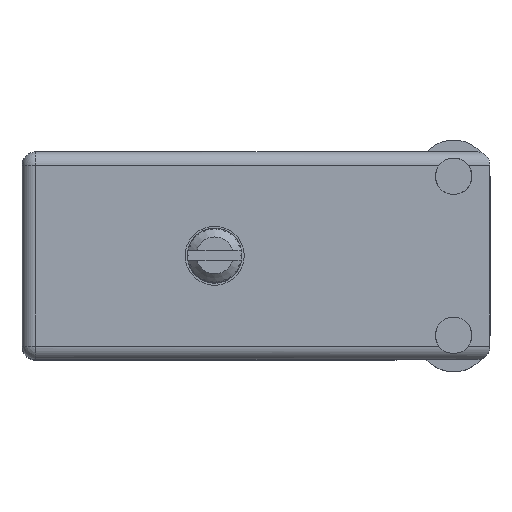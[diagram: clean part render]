
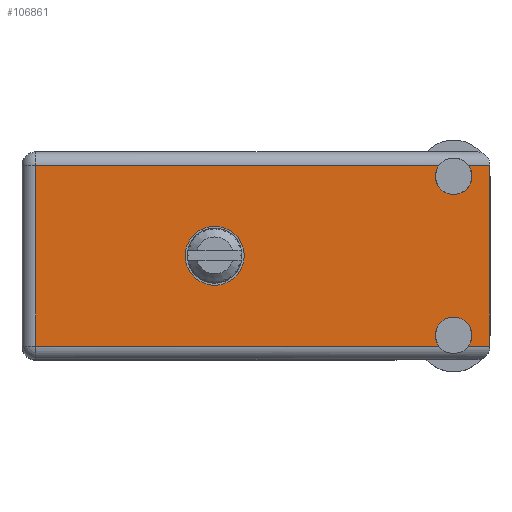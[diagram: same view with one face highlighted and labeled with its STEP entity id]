
A CAD part, top view. The second image highlights one B-rep face of the part: STEP entity #106861.
In plain terms, the highlighted face is planar.
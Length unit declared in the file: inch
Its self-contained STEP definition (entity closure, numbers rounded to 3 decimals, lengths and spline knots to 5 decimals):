
#255 = DIRECTION ( 'NONE',  ( 0., 0., 1. ) ) ;
#1430 = CIRCLE ( 'NONE', #95391, 0.0625 ) ;
#3587 = CARTESIAN_POINT ( 'NONE',  ( 1.53437, 0.906, -0.047 ) ) ;
#4372 = EDGE_CURVE ( 'NONE', #14118, #98855, #1430, .T. ) ;
#10451 = AXIS2_PLACEMENT_3D ( 'NONE', #55984, #188656, #23714 ) ;
#14118 = VERTEX_POINT ( 'NONE', #3587 ) ;
#14597 = VERTEX_POINT ( 'NONE', #162937 ) ;
#15667 = CARTESIAN_POINT ( 'NONE',  ( 1.43363, 0.906, -0.668 ) ) ;
#16046 = ORIENTED_EDGE ( 'NONE', *, *, #48004, .F. ) ;
#16640 = CARTESIAN_POINT ( 'NONE',  ( 1.484, 0.906, -0.631 ) ) ;
#17280 = DIRECTION ( 'NONE',  ( 0., 0., 1. ) ) ;
#19164 = ORIENTED_EDGE ( 'NONE', *, *, #27903, .F. ) ;
#21908 = DIRECTION ( 'NONE',  ( 0., 1., 0. ) ) ;
#22564 = ORIENTED_EDGE ( 'NONE', *, *, #132653, .F. ) ;
#23187 = EDGE_LOOP ( 'NONE', ( #52655, #19164, #76097, #75522, #22564, #150195, #154866, #16046, #140537, #192016 ) ) ;
#23620 = CARTESIAN_POINT ( 'NONE',  ( 1.43363, 0.906, -0.047 ) ) ;
#23714 = DIRECTION ( 'NONE',  ( 0., 0., 1. ) ) ;
#24398 = LINE ( 'NONE', #85143, #193129 ) ;
#25504 = FACE_BOUND ( 'NONE', #170663, .T. ) ;
#27903 = EDGE_CURVE ( 'NONE', #98855, #153541, #113935, .T. ) ;
#30044 = CARTESIAN_POINT ( 'NONE',  ( 1.484, 0.906, -0.084 ) ) ;
#33606 = EDGE_CURVE ( 'NONE', #161118, #60580, #89083, .T. ) ;
#34861 = CARTESIAN_POINT ( 'NONE',  ( 0.6625, 0.906, -0.3575 ) ) ;
#36346 = DIRECTION ( 'NONE',  ( 0., 1., 0. ) ) ;
#36587 = CARTESIAN_POINT ( 'NONE',  ( 1.484, 0.906, -0.631 ) ) ;
#37399 = AXIS2_PLACEMENT_3D ( 'NONE', #36587, #21908, #81698 ) ;
#38694 = CARTESIAN_POINT ( 'NONE',  ( 1.484, 0.906, -0.1465 ) ) ;
#38721 = ORIENTED_EDGE ( 'NONE', *, *, #72833, .F. ) ;
#40081 = LINE ( 'NONE', #84205, #145568 ) ;
#45081 = CIRCLE ( 'NONE', #76431, 0.0625 ) ;
#45952 = DIRECTION ( 'NONE',  ( 0., 0., 1. ) ) ;
#48004 = EDGE_CURVE ( 'NONE', #65792, #14597, #45081, .T. ) ;
#50912 = EDGE_CURVE ( 'NONE', #106131, #153541, #24398, .T. ) ;
#51981 = CARTESIAN_POINT ( 'NONE',  ( 0., 0.906, -0.668 ) ) ;
#52655 = ORIENTED_EDGE ( 'NONE', *, *, #50912, .T. ) ;
#55984 = CARTESIAN_POINT ( 'NONE',  ( 1.484, 0.906, -0.084 ) ) ;
#60580 = VERTEX_POINT ( 'NONE', #109253 ) ;
#61912 = EDGE_CURVE ( 'NONE', #14118, #94743, #65021, .T. ) ;
#65021 = LINE ( 'NONE', #151481, #163605 ) ;
#65792 = VERTEX_POINT ( 'NONE', #15667 ) ;
#68504 = DIRECTION ( 'NONE',  ( 1., 0., 0. ) ) ;
#69978 = CARTESIAN_POINT ( 'NONE',  ( 1.609, 0.906, -0.047 ) ) ;
#70356 = VERTEX_POINT ( 'NONE', #127196 ) ;
#72833 = EDGE_CURVE ( 'NONE', #60580, #161118, #149946, .T. ) ;
#73404 = AXIS2_PLACEMENT_3D ( 'NONE', #34861, #160448, #115244 ) ;
#75368 = DIRECTION ( 'NONE',  ( 0., 1., 0. ) ) ;
#75522 = ORIENTED_EDGE ( 'NONE', *, *, #61912, .T. ) ;
#76097 = ORIENTED_EDGE ( 'NONE', *, *, #4372, .F. ) ;
#76431 = AXIS2_PLACEMENT_3D ( 'NONE', #16640, #154029, #137358 ) ;
#77746 = AXIS2_PLACEMENT_3D ( 'NONE', #90090, #75368, #45952 ) ;
#78779 = DIRECTION ( 'NONE',  ( 1., 0., 0. ) ) ;
#81438 = DIRECTION ( 'NONE',  ( -1., 0., 0. ) ) ;
#81698 = DIRECTION ( 'NONE',  ( 0., 0., 1. ) ) ;
#84015 = VECTOR ( 'NONE', #89682, 39.37008 ) ;
#84205 = CARTESIAN_POINT ( 'NONE',  ( 0.047, 0.906, -0.715 ) ) ;
#85143 = CARTESIAN_POINT ( 'NONE',  ( 1.609, 0.906, -0.047 ) ) ;
#89083 = CIRCLE ( 'NONE', #73404, 0.1015 ) ;
#89682 = DIRECTION ( 'NONE',  ( -1., 0., 0. ) ) ;
#90090 = CARTESIAN_POINT ( 'NONE',  ( 0.6625, 0.906, -0.3575 ) ) ;
#90644 = LINE ( 'NONE', #91604, #84015 ) ;
#91604 = CARTESIAN_POINT ( 'NONE',  ( 0., 0.906, -0.668 ) ) ;
#94743 = VERTEX_POINT ( 'NONE', #69978 ) ;
#95391 = AXIS2_PLACEMENT_3D ( 'NONE', #30044, #105583, #17280 ) ;
#98123 = FACE_OUTER_BOUND ( 'NONE', #23187, .T. ) ;
#98855 = VERTEX_POINT ( 'NONE', #38694 ) ;
#99153 = AXIS2_PLACEMENT_3D ( 'NONE', #170879, #36346, #141382 ) ;
#105583 = DIRECTION ( 'NONE',  ( 0., 1., 0. ) ) ;
#106131 = VERTEX_POINT ( 'NONE', #188200 ) ;
#106861 = ADVANCED_FACE ( 'NONE', ( #25504, #98123 ), #140423, .T. ) ;
#109253 = CARTESIAN_POINT ( 'NONE',  ( 0.6625, 0.906, -0.459 ) ) ;
#111850 = EDGE_CURVE ( 'NONE', #70356, #106131, #40081, .T. ) ;
#113935 = CIRCLE ( 'NONE', #10451, 0.0625 ) ;
#115244 = DIRECTION ( 'NONE',  ( 0., 0., 1. ) ) ;
#124723 = ORIENTED_EDGE ( 'NONE', *, *, #33606, .F. ) ;
#127196 = CARTESIAN_POINT ( 'NONE',  ( 0.047, 0.906, -0.668 ) ) ;
#129524 = VERTEX_POINT ( 'NONE', #134500 ) ;
#131033 = CARTESIAN_POINT ( 'NONE',  ( 0.6625, 0.906, -0.256 ) ) ;
#132653 = EDGE_CURVE ( 'NONE', #155116, #94743, #151368, .T. ) ;
#134500 = CARTESIAN_POINT ( 'NONE',  ( 1.53437, 0.906, -0.668 ) ) ;
#134747 = CARTESIAN_POINT ( 'NONE',  ( 1.609, 0.906, 0. ) ) ;
#137358 = DIRECTION ( 'NONE',  ( 0., 0., 1. ) ) ;
#140423 = PLANE ( 'NONE',  #99153 ) ;
#140537 = ORIENTED_EDGE ( 'NONE', *, *, #161238, .T. ) ;
#141382 = DIRECTION ( 'NONE',  ( 0., 0., 1. ) ) ;
#145568 = VECTOR ( 'NONE', #175585, 39.37008 ) ;
#149946 = CIRCLE ( 'NONE', #77746, 0.1015 ) ;
#150195 = ORIENTED_EDGE ( 'NONE', *, *, #193701, .T. ) ;
#151368 = LINE ( 'NONE', #134747, #170858 ) ;
#151481 = CARTESIAN_POINT ( 'NONE',  ( 1.609, 0.906, -0.047 ) ) ;
#153541 = VERTEX_POINT ( 'NONE', #23620 ) ;
#154029 = DIRECTION ( 'NONE',  ( 0., 1., 0. ) ) ;
#154866 = ORIENTED_EDGE ( 'NONE', *, *, #167541, .F. ) ;
#155116 = VERTEX_POINT ( 'NONE', #170606 ) ;
#160448 = DIRECTION ( 'NONE',  ( 0., 1., 0. ) ) ;
#161118 = VERTEX_POINT ( 'NONE', #131033 ) ;
#161238 = EDGE_CURVE ( 'NONE', #65792, #70356, #90644, .T. ) ;
#162937 = CARTESIAN_POINT ( 'NONE',  ( 1.484, 0.906, -0.5685 ) ) ;
#163605 = VECTOR ( 'NONE', #78779, 39.37008 ) ;
#167541 = EDGE_CURVE ( 'NONE', #14597, #129524, #194291, .T. ) ;
#170606 = CARTESIAN_POINT ( 'NONE',  ( 1.609, 0.906, -0.668 ) ) ;
#170663 = EDGE_LOOP ( 'NONE', ( #124723, #38721 ) ) ;
#170858 = VECTOR ( 'NONE', #255, 39.37008 ) ;
#170879 = CARTESIAN_POINT ( 'NONE',  ( 0., 0.906, -0.715 ) ) ;
#171361 = VECTOR ( 'NONE', #81438, 39.37008 ) ;
#175585 = DIRECTION ( 'NONE',  ( 0., 0., 1. ) ) ;
#185610 = LINE ( 'NONE', #51981, #171361 ) ;
#188200 = CARTESIAN_POINT ( 'NONE',  ( 0.047, 0.906, -0.047 ) ) ;
#188656 = DIRECTION ( 'NONE',  ( 0., 1., 0. ) ) ;
#192016 = ORIENTED_EDGE ( 'NONE', *, *, #111850, .T. ) ;
#193129 = VECTOR ( 'NONE', #68504, 39.37008 ) ;
#193701 = EDGE_CURVE ( 'NONE', #155116, #129524, #185610, .T. ) ;
#194291 = CIRCLE ( 'NONE', #37399, 0.0625 ) ;
